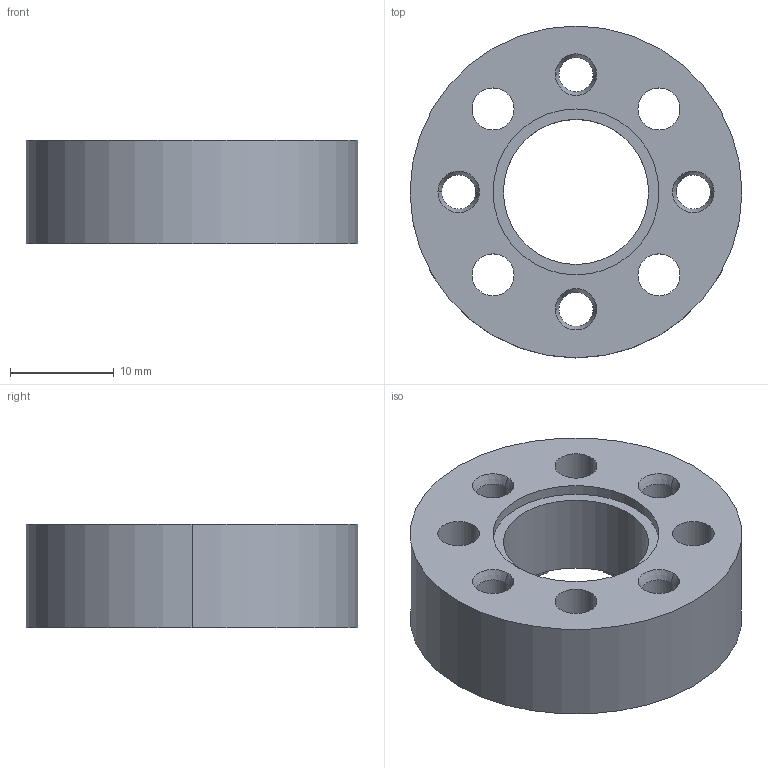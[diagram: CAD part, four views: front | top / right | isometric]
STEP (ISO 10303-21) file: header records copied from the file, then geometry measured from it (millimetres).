
FILE_DESCRIPTION (( 'STEP AP203' ), '1' );
FILE_NAME ('1526-0032-0100.STEP', '2021-01-29T15:02:24', ( '' ), ( '' ), 'SwSTEP 2.0', 'SolidWorks 2016', '' );
FILE_SCHEMA (( 'CONFIG_CONTROL_DESIGN' ));
Length unit declared in the file: millimetre
Products named in the file (1): 1526-0032-0100
Bounding box: 32 x 32 x 10 mm (x, y, z)
Volume: 4797.8 mm3; surface area: 3739.5 mm2
Topology: 1 solids, 1 shells, 85 faces, 227 edges, 146 vertices
Faces by surface type: cylinder 37, plane 32, cone 16
Entity records: 2776 total; most frequent: DIRECTION 489, CARTESIAN_POINT 459, ORIENTED_EDGE 454, EDGE_CURVE 227, AXIS2_PLACEMENT_3D 176, VERTEX_POINT 146, LINE 137, VECTOR 137
